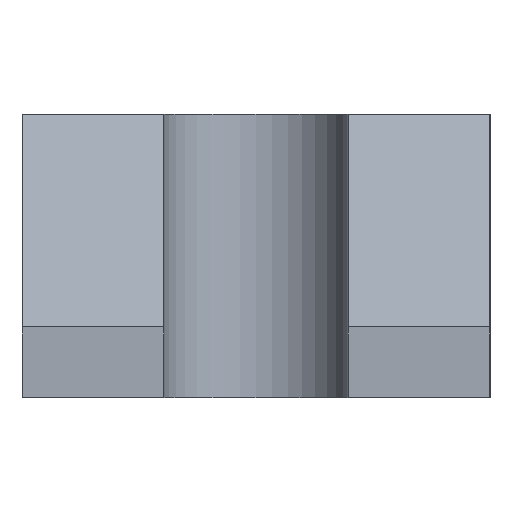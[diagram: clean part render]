
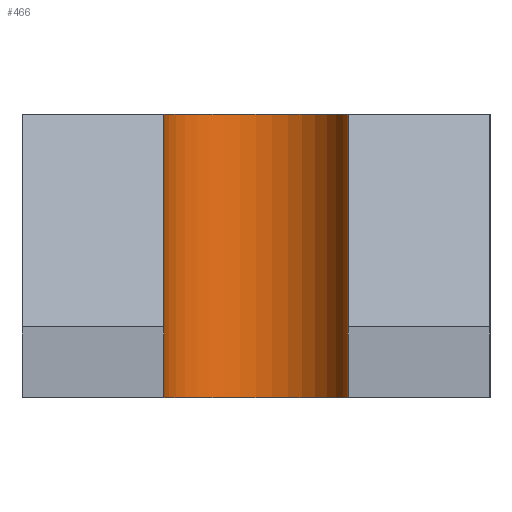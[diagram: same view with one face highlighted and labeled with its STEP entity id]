
A CAD part, left-side view. The second image highlights one B-rep face of the part: STEP entity #466.
In plain terms, the highlighted cylindrical face has radius 13 mm (diameter 26 mm), a partial arc.
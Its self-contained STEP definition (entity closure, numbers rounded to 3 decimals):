
#12 = DIRECTION ( 'NONE',  ( 0., 0., -1. ) ) ;
#15 = ORIENTED_EDGE ( 'NONE', *, *, #443, .F. ) ;
#25 = CARTESIAN_POINT ( 'NONE',  ( 0., 13., 40. ) ) ;
#32 = ORIENTED_EDGE ( 'NONE', *, *, #122, .F. ) ;
#62 = CARTESIAN_POINT ( 'NONE',  ( 0., 0., 0. ) ) ;
#67 = VECTOR ( 'NONE', #164, 1000. ) ;
#74 = DIRECTION ( 'NONE',  ( 0., 1., 0. ) ) ;
#94 = CARTESIAN_POINT ( 'NONE',  ( 0., 13., 0. ) ) ;
#102 = VERTEX_POINT ( 'NONE', #25 ) ;
#104 = VERTEX_POINT ( 'NONE', #168 ) ;
#122 = EDGE_CURVE ( 'NONE', #104, #102, #238, .T. ) ;
#132 = AXIS2_PLACEMENT_3D ( 'NONE', #339, #12, #220 ) ;
#139 = CIRCLE ( 'NONE', #132, 13. ) ;
#158 = VERTEX_POINT ( 'NONE', #206 ) ;
#164 = DIRECTION ( 'NONE',  ( 0., 0., 1. ) ) ;
#168 = CARTESIAN_POINT ( 'NONE',  ( 0., 13., 0. ) ) ;
#206 = CARTESIAN_POINT ( 'NONE',  ( 0., -13., 0. ) ) ;
#220 = DIRECTION ( 'NONE',  ( 0., 1., 0. ) ) ;
#238 = LINE ( 'NONE', #94, #67 ) ;
#259 = ORIENTED_EDGE ( 'NONE', *, *, #397, .F. ) ;
#263 = DIRECTION ( 'NONE',  ( 0., 0., -1. ) ) ;
#274 = CIRCLE ( 'NONE', #366, 13. ) ;
#285 = CYLINDRICAL_SURFACE ( 'NONE', #321, 13. ) ;
#289 = ORIENTED_EDGE ( 'NONE', *, *, #326, .T. ) ;
#300 = CARTESIAN_POINT ( 'NONE',  ( 0., 0., 40. ) ) ;
#303 = CARTESIAN_POINT ( 'NONE',  ( 0., -13., 40. ) ) ;
#319 = FACE_OUTER_BOUND ( 'NONE', #340, .T. ) ;
#321 = AXIS2_PLACEMENT_3D ( 'NONE', #62, #431, #453 ) ;
#324 = DIRECTION ( 'NONE',  ( 0., 0., -1. ) ) ;
#326 = EDGE_CURVE ( 'NONE', #104, #158, #139, .T. ) ;
#339 = CARTESIAN_POINT ( 'NONE',  ( 0., 0., 0. ) ) ;
#340 = EDGE_LOOP ( 'NONE', ( #289, #15, #259, #32 ) ) ;
#356 = LINE ( 'NONE', #393, #378 ) ;
#366 = AXIS2_PLACEMENT_3D ( 'NONE', #300, #263, #74 ) ;
#369 = VERTEX_POINT ( 'NONE', #303 ) ;
#378 = VECTOR ( 'NONE', #324, 1000. ) ;
#393 = CARTESIAN_POINT ( 'NONE',  ( 0., -13., 0. ) ) ;
#397 = EDGE_CURVE ( 'NONE', #102, #369, #274, .T. ) ;
#431 = DIRECTION ( 'NONE',  ( 0., 0., 1. ) ) ;
#443 = EDGE_CURVE ( 'NONE', #369, #158, #356, .T. ) ;
#453 = DIRECTION ( 'NONE',  ( 0., 1., 0. ) ) ;
#466 = ADVANCED_FACE ( 'NONE', ( #319 ), #285, .F. ) ;
